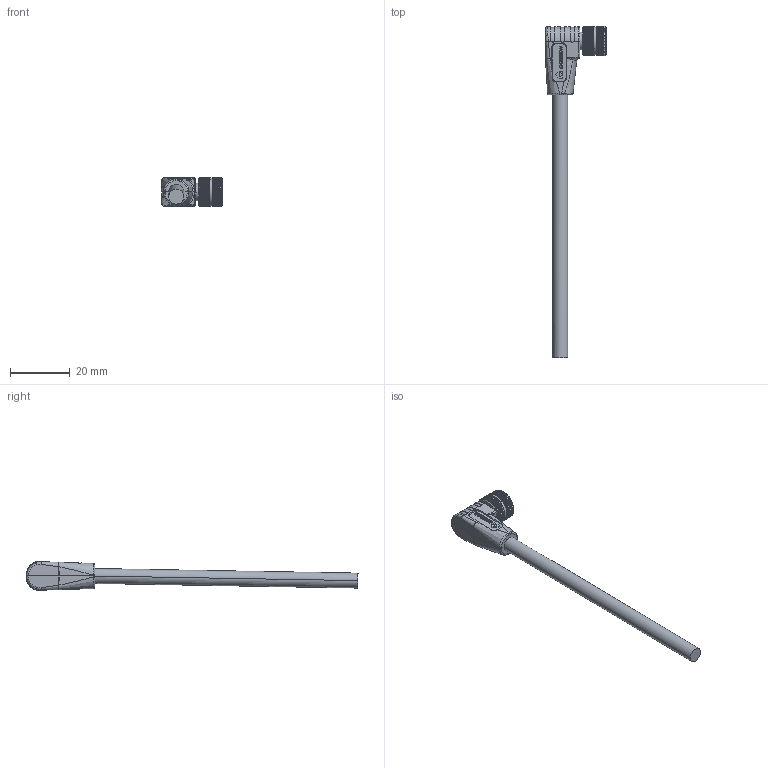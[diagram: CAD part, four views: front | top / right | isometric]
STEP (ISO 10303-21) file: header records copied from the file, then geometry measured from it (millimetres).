
FILE_DESCRIPTION((''),'2;1');
FILE_NAME('ASM0001_SW0001','2020-04-24T',('Administrator'),(''),'CREO PARAMETRIC BY PTC INC, 2014350','CREO PARAMETRIC BY PTC INC, 2014350','');
FILE_SCHEMA(('CONFIG_CONTROL_DESIGN'));
Products named in the file (1): ASM0001_SW0001
Bounding box: 20.4 x 111.03 x 10 mm (x, y, z)
Volume: 3969.9 mm3; surface area: 3363.9 mm2
Topology: 1 solids, 1 shells, 1420 faces, 3863 edges, 2480 vertices
Faces by surface type: plane 999, cylinder 206, cone 140, bspline 50, torus 15, extrusion 6, revolution 2, sphere 2
Entity records: 53794 total; most frequent: CARTESIAN_POINT 19978, ORIENTED_EDGE 7718, DIRECTION 5971, EDGE_CURVE 3859, VERTEX_POINT 2480, VECTOR 2257, LINE 2251, AXIS2_PLACEMENT_3D 1856
